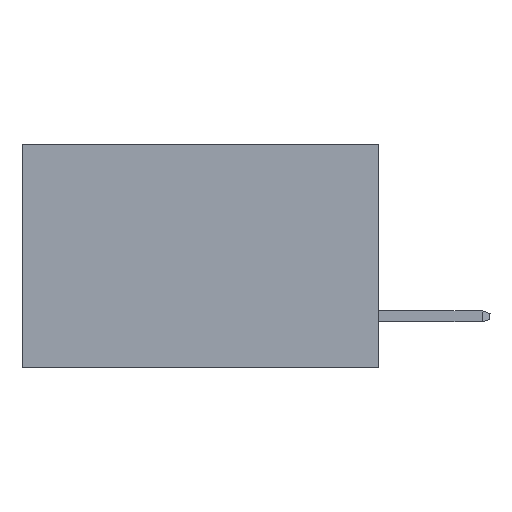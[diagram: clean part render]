
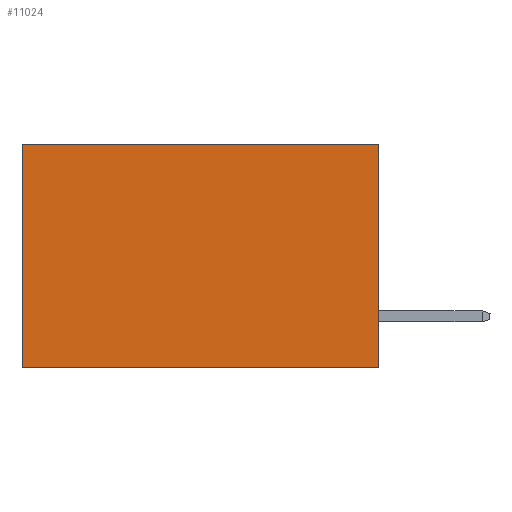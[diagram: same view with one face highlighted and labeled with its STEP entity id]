
A CAD part, left-side view. The second image highlights one B-rep face of the part: STEP entity #11024.
In plain terms, the highlighted planar face has unit normal (-1, 0, 0).
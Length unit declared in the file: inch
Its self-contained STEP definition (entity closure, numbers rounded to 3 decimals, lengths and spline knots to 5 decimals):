
#2224 = FACE_OUTER_BOUND ( 'NONE', #13901, .T. ) ;
#2903 = LINE ( 'NONE', #3767, #11171 ) ;
#3667 = CARTESIAN_POINT ( 'NONE',  ( 0.277, 0., 0. ) ) ;
#3767 = CARTESIAN_POINT ( 'NONE',  ( 0.277, 0.59, -0.37 ) ) ;
#4012 = VERTEX_POINT ( 'NONE', #13041 ) ;
#5054 = VECTOR ( 'NONE', #6669, 39.37008 ) ;
#5339 = DIRECTION ( 'NONE',  ( 0., 0., -1. ) ) ;
#5527 = AXIS2_PLACEMENT_3D ( 'NONE', #19563, #19627, #10440 ) ;
#5765 = PLANE ( 'NONE',  #5527 ) ;
#6073 = VECTOR ( 'NONE', #7994, 39.37008 ) ;
#6496 = CARTESIAN_POINT ( 'NONE',  ( 0.277, 0., -0.37 ) ) ;
#6669 = DIRECTION ( 'NONE',  ( 0., 1., 0. ) ) ;
#7382 = ORIENTED_EDGE ( 'NONE', *, *, #12047, .T. ) ;
#7592 = VERTEX_POINT ( 'NONE', #3667 ) ;
#7994 = DIRECTION ( 'NONE',  ( 0., 0., -1. ) ) ;
#10303 = VECTOR ( 'NONE', #19799, 39.37008 ) ;
#10440 = DIRECTION ( 'NONE',  ( 0., 0., -1. ) ) ;
#11024 = ADVANCED_FACE ( 'NONE', ( #2224 ), #5765, .F. ) ;
#11171 = VECTOR ( 'NONE', #5339, 39.37008 ) ;
#11235 = ORIENTED_EDGE ( 'NONE', *, *, #12544, .F. ) ;
#11475 = ORIENTED_EDGE ( 'NONE', *, *, #18583, .F. ) ;
#11855 = CARTESIAN_POINT ( 'NONE',  ( 0.277, 0.59, 0. ) ) ;
#12047 = EDGE_CURVE ( 'NONE', #12895, #4012, #2903, .T. ) ;
#12544 = EDGE_CURVE ( 'NONE', #7592, #13414, #14278, .T. ) ;
#12809 = CARTESIAN_POINT ( 'NONE',  ( 0.277, 0., 0. ) ) ;
#12895 = VERTEX_POINT ( 'NONE', #11855 ) ;
#13041 = CARTESIAN_POINT ( 'NONE',  ( 0.277, 0.59, -0.37 ) ) ;
#13292 = LINE ( 'NONE', #12809, #5054 ) ;
#13414 = VERTEX_POINT ( 'NONE', #15709 ) ;
#13901 = EDGE_LOOP ( 'NONE', ( #7382, #11475, #11235, #15580 ) ) ;
#14095 = EDGE_CURVE ( 'NONE', #7592, #12895, #13292, .T. ) ;
#14278 = LINE ( 'NONE', #6496, #6073 ) ;
#14874 = LINE ( 'NONE', #18275, #10303 ) ;
#15580 = ORIENTED_EDGE ( 'NONE', *, *, #14095, .T. ) ;
#15709 = CARTESIAN_POINT ( 'NONE',  ( 0.277, 0., -0.37 ) ) ;
#18275 = CARTESIAN_POINT ( 'NONE',  ( 0.277, 0., -0.37 ) ) ;
#18583 = EDGE_CURVE ( 'NONE', #13414, #4012, #14874, .T. ) ;
#19563 = CARTESIAN_POINT ( 'NONE',  ( 0.277, 0., -0.37 ) ) ;
#19627 = DIRECTION ( 'NONE',  ( 1., 0., 0. ) ) ;
#19799 = DIRECTION ( 'NONE',  ( 0., 1., 0. ) ) ;
